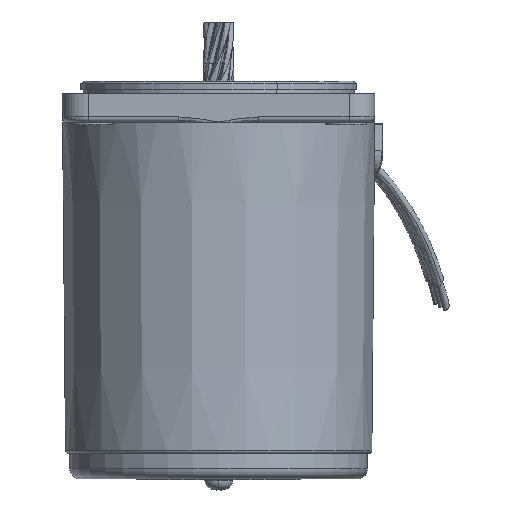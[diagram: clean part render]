
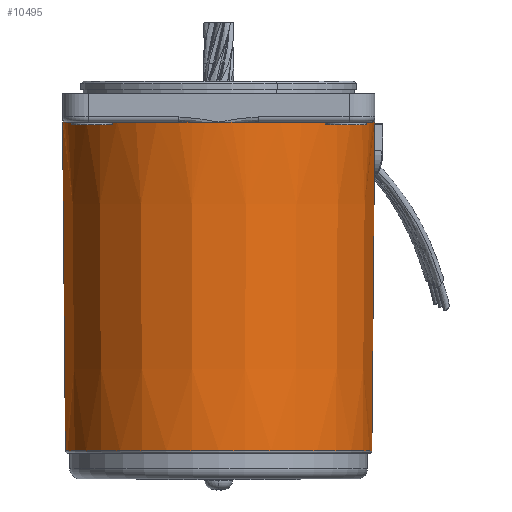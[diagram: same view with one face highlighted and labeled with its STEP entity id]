
A CAD part, left-side view. The second image highlights one B-rep face of the part: STEP entity #10495.
In plain terms, the highlighted conical face has half-angle 0.5 degrees and reference radius 29.841 mm.
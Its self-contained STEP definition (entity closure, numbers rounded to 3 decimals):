
#1655 = ORIENTED_EDGE ( 'NONE', *, *, #1721, .F. ) ;
#1658 = ORIENTED_EDGE ( 'NONE', *, *, #1659, .T. ) ;
#1659 = EDGE_CURVE ( 'NONE', #1706, #1664, #6946, .T. ) ;
#1663 = EDGE_CURVE ( 'NONE', #10496, #1664, #6979, .T. ) ;
#1664 = VERTEX_POINT ( 'NONE', #7017 ) ;
#1666 = ORIENTED_EDGE ( 'NONE', *, *, #1687, .F. ) ;
#1687 = EDGE_CURVE ( 'NONE', #1697, #10496, #7058, .T. ) ;
#1695 = VERTEX_POINT ( 'NONE', #7117 ) ;
#1697 = VERTEX_POINT ( 'NONE', #7116 ) ;
#1700 = VERTEX_POINT ( 'NONE', #7114 ) ;
#1706 = VERTEX_POINT ( 'NONE', #7101 ) ;
#1710 = EDGE_CURVE ( 'NONE', #1700, #1706, #7115, .T. ) ;
#1716 = ORIENTED_EDGE ( 'NONE', *, *, #1663, .F. ) ;
#1720 = VERTEX_POINT ( 'NONE', #7146 ) ;
#1721 = EDGE_CURVE ( 'NONE', #10504, #1720, #7151, .T. ) ;
#1728 = ORIENTED_EDGE ( 'NONE', *, *, #10506, .F. ) ;
#1729 = ORIENTED_EDGE ( 'NONE', *, *, #10505, .F. ) ;
#1730 = EDGE_CURVE ( 'NONE', #1720, #1697, #7153, .T. ) ;
#1755 = ORIENTED_EDGE ( 'NONE', *, *, #1760, .F. ) ;
#1760 = EDGE_CURVE ( 'NONE', #1700, #1695, #7249, .T. ) ;
#6945 = CARTESIAN_POINT ( 'NONE',  ( -29.841, 0., -69.504 ) ) ;
#6946 = LINE ( 'NONE', #6945, #7021 ) ;
#6979 = CIRCLE ( 'NONE', #7019, 30.4 ) ;
#7014 = DIRECTION ( 'NONE',  ( 1., 0., 0. ) ) ;
#7015 = DIRECTION ( 'NONE',  ( 0., 0., 1. ) ) ;
#7016 = CARTESIAN_POINT ( 'NONE',  ( 0., 0., -5.5 ) ) ;
#7017 = CARTESIAN_POINT ( 'NONE',  ( -30.4, 0., -5.5 ) ) ;
#7019 = AXIS2_PLACEMENT_3D ( 'NONE', #7016, #7015, #7014 ) ;
#7020 = DIRECTION ( 'NONE',  ( -0.009, 0., 1. ) ) ;
#7021 = VECTOR ( 'NONE', #7020, 1000. ) ;
#7058 = CIRCLE ( 'NONE', #7120, 30.4 ) ;
#7068 = CARTESIAN_POINT ( 'NONE',  ( 0., 0., -5.5 ) ) ;
#7090 = DIRECTION ( 'NONE',  ( 1., 0., 0. ) ) ;
#7091 = DIRECTION ( 'NONE',  ( 0., 0., 1. ) ) ;
#7092 = CARTESIAN_POINT ( 'NONE',  ( 0., 0., -69.504 ) ) ;
#7100 = AXIS2_PLACEMENT_3D ( 'NONE', #7092, #7091, #7090 ) ;
#7101 = CARTESIAN_POINT ( 'NONE',  ( -29.841, 0., -69.504 ) ) ;
#7114 = CARTESIAN_POINT ( 'NONE',  ( 29.841, 0., -69.504 ) ) ;
#7115 = CIRCLE ( 'NONE', #7100, 29.841 ) ;
#7116 = CARTESIAN_POINT ( 'NONE',  ( -7.733, 29.4, -5.5 ) ) ;
#7117 = CARTESIAN_POINT ( 'NONE',  ( 30.4, 0., -5.5 ) ) ;
#7118 = DIRECTION ( 'NONE',  ( 1., 0., 0. ) ) ;
#7119 = DIRECTION ( 'NONE',  ( 0., 0., 1. ) ) ;
#7120 = AXIS2_PLACEMENT_3D ( 'NONE', #7068, #7119, #7118 ) ;
#7122 = AXIS2_PLACEMENT_3D ( 'NONE', #7152, #7141, #7140 ) ;
#7125 = DIRECTION ( 'NONE',  ( 1., 0., 0. ) ) ;
#7126 = DIRECTION ( 'NONE',  ( 0., 0., 1. ) ) ;
#7127 = CARTESIAN_POINT ( 'NONE',  ( 0., 0., -5.5 ) ) ;
#7140 = DIRECTION ( 'NONE',  ( 1., 0., 0. ) ) ;
#7141 = DIRECTION ( 'NONE',  ( 0., 0., 1. ) ) ;
#7144 = AXIS2_PLACEMENT_3D ( 'NONE', #7127, #7126, #7125 ) ;
#7146 = CARTESIAN_POINT ( 'NONE',  ( 0., 30.4, -5.5 ) ) ;
#7151 = CIRCLE ( 'NONE', #7144, 30.4 ) ;
#7152 = CARTESIAN_POINT ( 'NONE',  ( 0., 0., -5.5 ) ) ;
#7153 = CIRCLE ( 'NONE', #7122, 30.4 ) ;
#7245 = DIRECTION ( 'NONE',  ( 0.009, 0., 1. ) ) ;
#7246 = VECTOR ( 'NONE', #7245, 1000. ) ;
#7248 = CARTESIAN_POINT ( 'NONE',  ( 29.841, 0., -69.504 ) ) ;
#7249 = LINE ( 'NONE', #7248, #7246 ) ;
#10495 = ADVANCED_FACE ( 'NONE', ( #12820 ), #12753, .T. ) ;
#10496 = VERTEX_POINT ( 'NONE', #12776 ) ;
#10497 = ORIENTED_EDGE ( 'NONE', *, *, #1730, .F. ) ;
#10502 = ORIENTED_EDGE ( 'NONE', *, *, #1710, .T. ) ;
#10504 = VERTEX_POINT ( 'NONE', #12807 ) ;
#10505 = EDGE_CURVE ( 'NONE', #10507, #10504, #12808, .T. ) ;
#10506 = EDGE_CURVE ( 'NONE', #1695, #10507, #12781, .T. ) ;
#10507 = VERTEX_POINT ( 'NONE', #12806 ) ;
#10523 = EDGE_LOOP ( 'NONE', ( #10502, #1658, #1716, #1666, #10497, #1655, #1729, #1728, #1755 ) ) ;
#12753 = CONICAL_SURFACE ( 'NONE', #12819, 29.841, 0.009 ) ;
#12776 = CARTESIAN_POINT ( 'NONE',  ( -29.4, 7.733, -5.5 ) ) ;
#12781 = CIRCLE ( 'NONE', #12804, 30.4 ) ;
#12795 = DIRECTION ( 'NONE',  ( 0., 0., 1. ) ) ;
#12798 = DIRECTION ( 'NONE',  ( 1., 0., 0. ) ) ;
#12799 = DIRECTION ( 'NONE',  ( 0., 0., 1. ) ) ;
#12800 = CARTESIAN_POINT ( 'NONE',  ( 0., 0., -5.5 ) ) ;
#12801 = AXIS2_PLACEMENT_3D ( 'NONE', #12800, #12799, #12798 ) ;
#12802 = CARTESIAN_POINT ( 'NONE',  ( 0., 0., -5.5 ) ) ;
#12804 = AXIS2_PLACEMENT_3D ( 'NONE', #12802, #12795, #12853 ) ;
#12806 = CARTESIAN_POINT ( 'NONE',  ( 29.4, 7.733, -5.5 ) ) ;
#12807 = CARTESIAN_POINT ( 'NONE',  ( 7.733, 29.4, -5.5 ) ) ;
#12808 = CIRCLE ( 'NONE', #12801, 30.4 ) ;
#12809 = DIRECTION ( 'NONE',  ( 0., 0., 1. ) ) ;
#12810 = CARTESIAN_POINT ( 'NONE',  ( 0., 0., -69.504 ) ) ;
#12812 = DIRECTION ( 'NONE',  ( 1., 0., 0. ) ) ;
#12819 = AXIS2_PLACEMENT_3D ( 'NONE', #12810, #12809, #12812 ) ;
#12820 = FACE_OUTER_BOUND ( 'NONE', #10523, .T. ) ;
#12853 = DIRECTION ( 'NONE',  ( 1., 0., 0. ) ) ;
